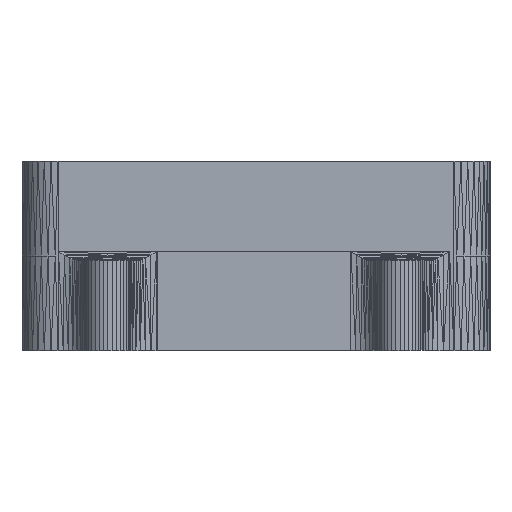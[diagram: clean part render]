
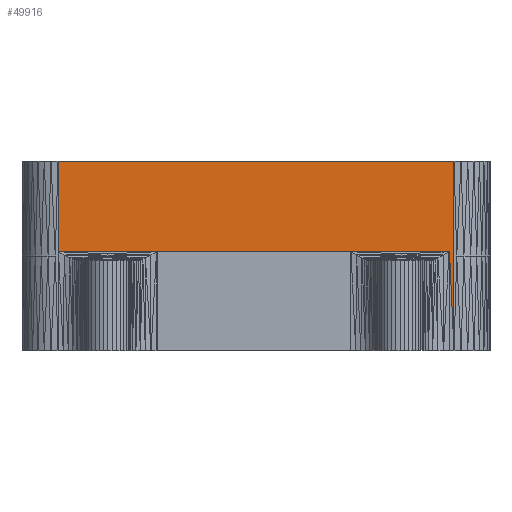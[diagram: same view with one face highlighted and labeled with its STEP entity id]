
A CAD part, left-side view. The second image highlights one B-rep face of the part: STEP entity #49916.
In plain terms, the highlighted planar face has unit normal (-1, 0, 0).
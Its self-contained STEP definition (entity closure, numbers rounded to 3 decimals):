
#152 = PLANE('',#153);
#153 = AXIS2_PLACEMENT_3D('',#154,#155,#156);
#154 = CARTESIAN_POINT('',(50.,24.,21.));
#155 = DIRECTION('',(0.,0.,1.));
#156 = DIRECTION('',(0.,1.,0.));
#3911 = VERTEX_POINT('',#3912);
#3912 = CARTESIAN_POINT('',(-5.,2.,0.));
#3954 = PLANE('',#3955);
#3955 = AXIS2_PLACEMENT_3D('',#3956,#3957,#3958);
#3956 = CARTESIAN_POINT('',(-5.,2.372,
    5.378));
#3957 = DIRECTION('',(-1.,0.,
    0.));
#3958 = DIRECTION('',(0.,-1.,
    0.));
#4962 = PLANE('',#4963);
#4963 = AXIS2_PLACEMENT_3D('',#4964,#4965,#4966);
#4964 = CARTESIAN_POINT('',(-5.,24.25,5.5));
#4965 = DIRECTION('',(-1.,-0.,0.));
#4966 = DIRECTION('',(0.,0.,-1.));
#15473 = VERTEX_POINT('',#15474);
#15474 = CARTESIAN_POINT('',(-5.,2.,21.));
#15488 = PLANE('',#15489);
#15489 = AXIS2_PLACEMENT_3D('',#15490,#15491,#15492);
#15490 = CARTESIAN_POINT('',(-4.997,1.924,10.5));
#15491 = DIRECTION('',(-0.999,-0.038,-0.));
#15492 = DIRECTION('',(0.038,-0.999,0.));
#15545 = EDGE_CURVE('',#3911,#15473,#15546,.T.);
#15546 = SURFACE_CURVE('',#15547,(#15551,#15557),.PCURVE_S1.);
#15547 = LINE('',#15548,#15549);
#15548 = CARTESIAN_POINT('',(-5.,2.,0.));
#15549 = VECTOR('',#15550,1.);
#15550 = DIRECTION('',(0.,0.,1.));
#15551 = PCURVE('',#15488,#15552);
#15552 = DEFINITIONAL_REPRESENTATION('',(#15553),#15556);
#15553 = B_SPLINE_CURVE_WITH_KNOTS('',1,(#15554,#15555),.UNSPECIFIED.,
  .F.,.F.,(2,2),(0.,21.),.PIECEWISE_BEZIER_KNOTS.);
#15554 = CARTESIAN_POINT('',(-0.076,-10.5));
#15555 = CARTESIAN_POINT('',(-0.076,10.5));
#15556 = ( GEOMETRIC_REPRESENTATION_CONTEXT(2) 
PARAMETRIC_REPRESENTATION_CONTEXT() REPRESENTATION_CONTEXT('2D SPACE',''
  ) );
#15557 = PCURVE('',#15558,#15563);
#15558 = PLANE('',#15559);
#15559 = AXIS2_PLACEMENT_3D('',#15560,#15561,#15562);
#15560 = CARTESIAN_POINT('',(-5.,20.366,14.235));
#15561 = DIRECTION('',(-1.,0.,0.));
#15562 = DIRECTION('',(0.,0.,-1.));
#15563 = DEFINITIONAL_REPRESENTATION('',(#15564),#15568);
#15564 = LINE('',#15565,#15566);
#15565 = CARTESIAN_POINT('',(14.235,18.366));
#15566 = VECTOR('',#15567,1.);
#15567 = DIRECTION('',(-1.,0.));
#15568 = ( GEOMETRIC_REPRESENTATION_CONTEXT(2) 
PARAMETRIC_REPRESENTATION_CONTEXT() REPRESENTATION_CONTEXT('2D SPACE',''
  ) );
#15929 = EDGE_CURVE('',#15930,#15932,#15934,.T.);
#15930 = VERTEX_POINT('',#15931);
#15931 = CARTESIAN_POINT('',(-5.,2.5,11.));
#15932 = VERTEX_POINT('',#15933);
#15933 = CARTESIAN_POINT('',(-5.,13.5,11.));
#15934 = SURFACE_CURVE('',#15935,(#15939,#15951),.PCURVE_S1.);
#15935 = LINE('',#15936,#15937);
#15936 = CARTESIAN_POINT('',(-5.,2.5,11.));
#15937 = VECTOR('',#15938,1.);
#15938 = DIRECTION('',(0.,1.,0.));
#15939 = PCURVE('',#15940,#15945);
#15940 = PLANE('',#15941);
#15941 = AXIS2_PLACEMENT_3D('',#15942,#15943,#15944);
#15942 = CARTESIAN_POINT('',(-5.,8.002,
    10.993));
#15943 = DIRECTION('',(-1.,0.,
    0.015));
#15944 = DIRECTION('',(-0.015,0.,
    -1.));
#15945 = DEFINITIONAL_REPRESENTATION('',(#15946),#15950);
#15946 = LINE('',#15947,#15948);
#15947 = CARTESIAN_POINT('',(-0.007,5.502));
#15948 = VECTOR('',#15949,1.);
#15949 = DIRECTION('',(0.,-1.));
#15950 = ( GEOMETRIC_REPRESENTATION_CONTEXT(2) 
PARAMETRIC_REPRESENTATION_CONTEXT() REPRESENTATION_CONTEXT('2D SPACE',''
  ) );
#15951 = PCURVE('',#15558,#15952);
#15952 = DEFINITIONAL_REPRESENTATION('',(#15953),#15957);
#15953 = LINE('',#15954,#15955);
#15954 = CARTESIAN_POINT('',(3.235,17.866));
#15955 = VECTOR('',#15956,1.);
#15956 = DIRECTION('',(0.,-1.));
#15957 = ( GEOMETRIC_REPRESENTATION_CONTEXT(2) 
PARAMETRIC_REPRESENTATION_CONTEXT() REPRESENTATION_CONTEXT('2D SPACE',''
  ) );
#17724 = EDGE_CURVE('',#3911,#15930,#17725,.T.);
#17725 = SURFACE_CURVE('',#17726,(#17730,#17737),.PCURVE_S1.);
#17726 = LINE('',#17727,#17728);
#17727 = CARTESIAN_POINT('',(-5.,2.,0.));
#17728 = VECTOR('',#17729,1.);
#17729 = DIRECTION('',(0.,0.045,0.999));
#17730 = PCURVE('',#3954,#17731);
#17731 = DEFINITIONAL_REPRESENTATION('',(#17732),#17736);
#17732 = LINE('',#17733,#17734);
#17733 = CARTESIAN_POINT('',(0.372,-5.378));
#17734 = VECTOR('',#17735,1.);
#17735 = DIRECTION('',(-0.045,0.999));
#17736 = ( GEOMETRIC_REPRESENTATION_CONTEXT(2) 
PARAMETRIC_REPRESENTATION_CONTEXT() REPRESENTATION_CONTEXT('2D SPACE',''
  ) );
#17737 = PCURVE('',#15558,#17738);
#17738 = DEFINITIONAL_REPRESENTATION('',(#17739),#17743);
#17739 = LINE('',#17740,#17741);
#17740 = CARTESIAN_POINT('',(14.235,18.366));
#17741 = VECTOR('',#17742,1.);
#17742 = DIRECTION('',(-0.999,-0.045));
#17743 = ( GEOMETRIC_REPRESENTATION_CONTEXT(2) 
PARAMETRIC_REPRESENTATION_CONTEXT() REPRESENTATION_CONTEXT('2D SPACE',''
  ) );
#18665 = VERTEX_POINT('',#18666);
#18666 = CARTESIAN_POINT('',(-5.,35.,11.));
#18673 = PLANE('',#18674);
#18674 = AXIS2_PLACEMENT_3D('',#18675,#18676,#18677);
#18675 = CARTESIAN_POINT('',(-5.,40.498,
    10.993));
#18676 = DIRECTION('',(-1.,0.,
    0.015));
#18677 = DIRECTION('',(-0.015,0.,
    -1.));
#18696 = EDGE_CURVE('',#18665,#18697,#18699,.T.);
#18697 = VERTEX_POINT('',#18698);
#18698 = CARTESIAN_POINT('',(-5.,46.,11.));
#18699 = SURFACE_CURVE('',#18700,(#18704,#18711),.PCURVE_S1.);
#18700 = LINE('',#18701,#18702);
#18701 = CARTESIAN_POINT('',(-5.,35.,11.));
#18702 = VECTOR('',#18703,1.);
#18703 = DIRECTION('',(0.,1.,0.));
#18704 = PCURVE('',#18673,#18705);
#18705 = DEFINITIONAL_REPRESENTATION('',(#18706),#18710);
#18706 = LINE('',#18707,#18708);
#18707 = CARTESIAN_POINT('',(-0.007,5.498));
#18708 = VECTOR('',#18709,1.);
#18709 = DIRECTION('',(0.,-1.));
#18710 = ( GEOMETRIC_REPRESENTATION_CONTEXT(2) 
PARAMETRIC_REPRESENTATION_CONTEXT() REPRESENTATION_CONTEXT('2D SPACE',''
  ) );
#18711 = PCURVE('',#15558,#18712);
#18712 = DEFINITIONAL_REPRESENTATION('',(#18713),#18717);
#18713 = LINE('',#18714,#18715);
#18714 = CARTESIAN_POINT('',(3.235,-14.634));
#18715 = VECTOR('',#18716,1.);
#18716 = DIRECTION('',(0.,-1.));
#18717 = ( GEOMETRIC_REPRESENTATION_CONTEXT(2) 
PARAMETRIC_REPRESENTATION_CONTEXT() REPRESENTATION_CONTEXT('2D SPACE',''
  ) );
#19884 = PLANE('',#19885);
#19885 = AXIS2_PLACEMENT_3D('',#19886,#19887,#19888);
#19886 = CARTESIAN_POINT('',(-4.997,46.076,10.5));
#19887 = DIRECTION('',(-0.999,0.038,
    0.));
#19888 = DIRECTION('',(-0.038,-0.999,0.));
#20788 = VERTEX_POINT('',#20789);
#20789 = CARTESIAN_POINT('',(-5.,46.,21.));
#49916 = ADVANCED_FACE('',(#49917),#15558,.T.);
#49917 = FACE_BOUND('',#49918,.T.);
#49918 = EDGE_LOOP('',(#49919,#49920,#49941,#49942,#49943,#49944,#49965)
  );
#49919 = ORIENTED_EDGE('',*,*,#18696,.F.);
#49920 = ORIENTED_EDGE('',*,*,#49921,.T.);
#49921 = EDGE_CURVE('',#18665,#15932,#49922,.T.);
#49922 = SURFACE_CURVE('',#49923,(#49927,#49934),.PCURVE_S1.);
#49923 = LINE('',#49924,#49925);
#49924 = CARTESIAN_POINT('',(-5.,35.,11.));
#49925 = VECTOR('',#49926,1.);
#49926 = DIRECTION('',(0.,-1.,0.));
#49927 = PCURVE('',#15558,#49928);
#49928 = DEFINITIONAL_REPRESENTATION('',(#49929),#49933);
#49929 = LINE('',#49930,#49931);
#49930 = CARTESIAN_POINT('',(3.235,-14.634));
#49931 = VECTOR('',#49932,1.);
#49932 = DIRECTION('',(0.,1.));
#49933 = ( GEOMETRIC_REPRESENTATION_CONTEXT(2) 
PARAMETRIC_REPRESENTATION_CONTEXT() REPRESENTATION_CONTEXT('2D SPACE',''
  ) );
#49934 = PCURVE('',#4962,#49935);
#49935 = DEFINITIONAL_REPRESENTATION('',(#49936),#49940);
#49936 = LINE('',#49937,#49938);
#49937 = CARTESIAN_POINT('',(-5.5,-10.75));
#49938 = VECTOR('',#49939,1.);
#49939 = DIRECTION('',(0.,1.));
#49940 = ( GEOMETRIC_REPRESENTATION_CONTEXT(2) 
PARAMETRIC_REPRESENTATION_CONTEXT() REPRESENTATION_CONTEXT('2D SPACE',''
  ) );
#49941 = ORIENTED_EDGE('',*,*,#15929,.F.);
#49942 = ORIENTED_EDGE('',*,*,#17724,.F.);
#49943 = ORIENTED_EDGE('',*,*,#15545,.T.);
#49944 = ORIENTED_EDGE('',*,*,#49945,.T.);
#49945 = EDGE_CURVE('',#15473,#20788,#49946,.T.);
#49946 = SURFACE_CURVE('',#49947,(#49951,#49958),.PCURVE_S1.);
#49947 = LINE('',#49948,#49949);
#49948 = CARTESIAN_POINT('',(-5.,2.,21.));
#49949 = VECTOR('',#49950,1.);
#49950 = DIRECTION('',(0.,1.,0.));
#49951 = PCURVE('',#15558,#49952);
#49952 = DEFINITIONAL_REPRESENTATION('',(#49953),#49957);
#49953 = LINE('',#49954,#49955);
#49954 = CARTESIAN_POINT('',(-6.765,18.366));
#49955 = VECTOR('',#49956,1.);
#49956 = DIRECTION('',(0.,-1.));
#49957 = ( GEOMETRIC_REPRESENTATION_CONTEXT(2) 
PARAMETRIC_REPRESENTATION_CONTEXT() REPRESENTATION_CONTEXT('2D SPACE',''
  ) );
#49958 = PCURVE('',#152,#49959);
#49959 = DEFINITIONAL_REPRESENTATION('',(#49960),#49964);
#49960 = LINE('',#49961,#49962);
#49961 = CARTESIAN_POINT('',(-22.,55.));
#49962 = VECTOR('',#49963,1.);
#49963 = DIRECTION('',(1.,0.));
#49964 = ( GEOMETRIC_REPRESENTATION_CONTEXT(2) 
PARAMETRIC_REPRESENTATION_CONTEXT() REPRESENTATION_CONTEXT('2D SPACE',''
  ) );
#49965 = ORIENTED_EDGE('',*,*,#49966,.T.);
#49966 = EDGE_CURVE('',#20788,#18697,#49967,.T.);
#49967 = SURFACE_CURVE('',#49968,(#49972,#49979),.PCURVE_S1.);
#49968 = LINE('',#49969,#49970);
#49969 = CARTESIAN_POINT('',(-5.,46.,21.));
#49970 = VECTOR('',#49971,1.);
#49971 = DIRECTION('',(0.,0.,-1.));
#49972 = PCURVE('',#15558,#49973);
#49973 = DEFINITIONAL_REPRESENTATION('',(#49974),#49978);
#49974 = LINE('',#49975,#49976);
#49975 = CARTESIAN_POINT('',(-6.765,-25.634));
#49976 = VECTOR('',#49977,1.);
#49977 = DIRECTION('',(1.,0.));
#49978 = ( GEOMETRIC_REPRESENTATION_CONTEXT(2) 
PARAMETRIC_REPRESENTATION_CONTEXT() REPRESENTATION_CONTEXT('2D SPACE',''
  ) );
#49979 = PCURVE('',#19884,#49980);
#49980 = DEFINITIONAL_REPRESENTATION('',(#49981),#49985);
#49981 = LINE('',#49982,#49983);
#49982 = CARTESIAN_POINT('',(0.076,10.5));
#49983 = VECTOR('',#49984,1.);
#49984 = DIRECTION('',(0.,-1.));
#49985 = ( GEOMETRIC_REPRESENTATION_CONTEXT(2) 
PARAMETRIC_REPRESENTATION_CONTEXT() REPRESENTATION_CONTEXT('2D SPACE',''
  ) );
